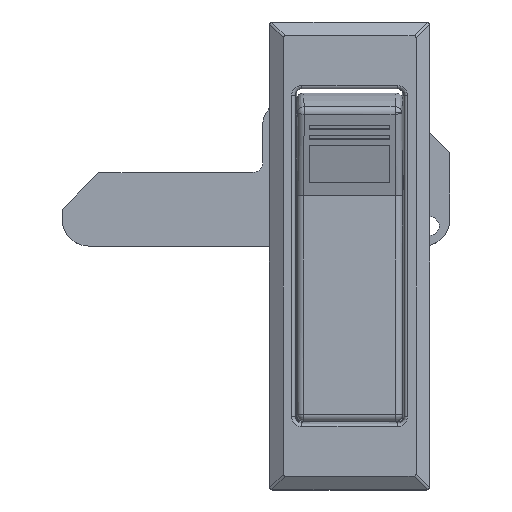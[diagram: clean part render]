
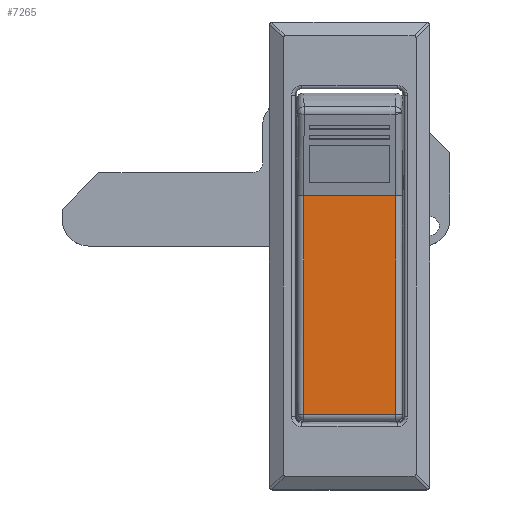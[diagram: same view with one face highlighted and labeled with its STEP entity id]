
A CAD part, top view. The second image highlights one B-rep face of the part: STEP entity #7265.
In plain terms, the highlighted planar face has unit normal (0, 0, 1).
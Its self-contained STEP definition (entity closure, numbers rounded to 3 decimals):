
#2132 = PLANE ( 'NONE',  #2916 ) ;
#2133 = CARTESIAN_POINT ( 'NONE',  ( -7.925, -4., 4.5 ) ) ;
#2134 = DIRECTION ( 'NONE',  ( 0., 0., 1. ) ) ;
#2135 = DIRECTION ( 'NONE',  ( 0., -1., 0. ) ) ;
#2484 = EDGE_LOOP ( 'NONE', ( #10474, #10476, #10475, #10477, #10478, #10479 ) ) ;
#2636 = CARTESIAN_POINT ( 'NONE',  ( 6.885, -2., 4.5 ) ) ;
#2637 = DIRECTION ( 'NONE',  ( 0., 1., 0. ) ) ;
#2638 = CARTESIAN_POINT ( 'NONE',  ( 7.86, -34.71, 4.5 ) ) ;
#2639 = DIRECTION ( 'NONE',  ( 1., 0., 0. ) ) ;
#2640 = CARTESIAN_POINT ( 'NONE',  ( 6.885, -2., 4.5 ) ) ;
#2641 = CARTESIAN_POINT ( 'NONE',  ( 6.885, -2., 4.5 ) ) ;
#2642 = CARTESIAN_POINT ( 'NONE',  ( 6.885, -2., 4.5 ) ) ;
#2643 = CARTESIAN_POINT ( 'NONE',  ( 6.884, -2., 4.5 ) ) ;
#2644 = CARTESIAN_POINT ( 'NONE',  ( -7.925, -2., 4.5 ) ) ;
#2645 = DIRECTION ( 'NONE',  ( 1., 0., 0. ) ) ;
#2646 = CARTESIAN_POINT ( 'NONE',  ( -6.884, -2., 4.5 ) ) ;
#2647 = CARTESIAN_POINT ( 'NONE',  ( -6.885, -2., 4.5 ) ) ;
#2648 = CARTESIAN_POINT ( 'NONE',  ( -6.885, -2., 4.5 ) ) ;
#2649 = CARTESIAN_POINT ( 'NONE',  ( -6.885, -2., 4.5 ) ) ;
#2650 = CARTESIAN_POINT ( 'NONE',  ( -6.885, -35.685, 4.5 ) ) ;
#2651 = DIRECTION ( 'NONE',  ( 0., -1., 0. ) ) ;
#2805 = CARTESIAN_POINT ( 'NONE',  ( 6.885, -34.71, 4.5 ) ) ;
#2814 = CARTESIAN_POINT ( 'NONE',  ( 6.884, -2., 4.5 ) ) ;
#2828 = CARTESIAN_POINT ( 'NONE',  ( -6.885, -2., 4.5 ) ) ;
#2916 = AXIS2_PLACEMENT_3D ( 'NONE', #2133, #2134, #2135 ) ;
#3295 = VECTOR ( 'NONE', #2637, 1000. ) ;
#3296 = VECTOR ( 'NONE', #2639, 1000. ) ;
#3298 = VECTOR ( 'NONE', #2645, 1000. ) ;
#3300 = VECTOR ( 'NONE', #2651, 1000. ) ;
#5539 = VERTEX_POINT ( 'NONE', #10780 ) ;
#5586 = VERTEX_POINT ( 'NONE', #10728 ) ;
#5587 = VERTEX_POINT ( 'NONE', #10719 ) ;
#7265 = ADVANCED_FACE ( 'NONE', ( #13758 ), #2132, .T. ) ;
#9049 = LINE ( 'NONE', #2636, #3295 ) ;
#9050 = LINE ( 'NONE', #2638, #3296 ) ;
#9051 = LINE ( 'NONE', #2644, #3298 ) ;
#9053 = LINE ( 'NONE', #2650, #3300 ) ;
#10474 = ORIENTED_EDGE ( 'NONE', *, *, #12855, .T. ) ;
#10475 = ORIENTED_EDGE ( 'NONE', *, *, #12856, .T. ) ;
#10476 = ORIENTED_EDGE ( 'NONE', *, *, #12854, .T. ) ;
#10477 = ORIENTED_EDGE ( 'NONE', *, *, #12857, .F. ) ;
#10478 = ORIENTED_EDGE ( 'NONE', *, *, #12858, .T. ) ;
#10479 = ORIENTED_EDGE ( 'NONE', *, *, #12859, .T. ) ;
#10719 = CARTESIAN_POINT ( 'NONE',  ( 6.885, -2., 4.5 ) ) ;
#10728 = CARTESIAN_POINT ( 'NONE',  ( -6.884, -2., 4.5 ) ) ;
#10780 = CARTESIAN_POINT ( 'NONE',  ( -6.885, -34.71, 4.5 ) ) ;
#12854 = EDGE_CURVE ( 'NONE', #12913, #5587, #9049, .T. ) ;
#12855 = EDGE_CURVE ( 'NONE', #5539, #12913, #9050, .T. ) ;
#12856 = EDGE_CURVE ( 'NONE', #5587, #12922, #14212, .T. ) ;
#12857 = EDGE_CURVE ( 'NONE', #5586, #12922, #9051, .T. ) ;
#12858 = EDGE_CURVE ( 'NONE', #5586, #12936, #14220, .T. ) ;
#12859 = EDGE_CURVE ( 'NONE', #12936, #5539, #9053, .T. ) ;
#12913 = VERTEX_POINT ( 'NONE', #2805 ) ;
#12922 = VERTEX_POINT ( 'NONE', #2814 ) ;
#12936 = VERTEX_POINT ( 'NONE', #2828 ) ;
#13758 = FACE_OUTER_BOUND ( 'NONE', #2484, .T. ) ;
#14212 =( BOUNDED_CURVE ( )  B_SPLINE_CURVE ( 3, ( #2640, #2641, #2642, #2643 ),
 .UNSPECIFIED., .F., .T. ) 
 B_SPLINE_CURVE_WITH_KNOTS ( ( 4, 4 ),
 ( 3.143, 3.143 ),
 .UNSPECIFIED. ) 
 CURVE ( )  GEOMETRIC_REPRESENTATION_ITEM ( )  RATIONAL_B_SPLINE_CURVE ( ( 1., 1., 1., 1. ) ) 
 REPRESENTATION_ITEM ( '' )  );
#14220 =( BOUNDED_CURVE ( )  B_SPLINE_CURVE ( 3, ( #2646, #2647, #2648, #2649 ),
 .UNSPECIFIED., .F., .T. ) 
 B_SPLINE_CURVE_WITH_KNOTS ( ( 4, 4 ),
 ( 6.281, 6.282 ),
 .UNSPECIFIED. ) 
 CURVE ( )  GEOMETRIC_REPRESENTATION_ITEM ( )  RATIONAL_B_SPLINE_CURVE ( ( 1., 1., 1., 1. ) ) 
 REPRESENTATION_ITEM ( '' )  );
